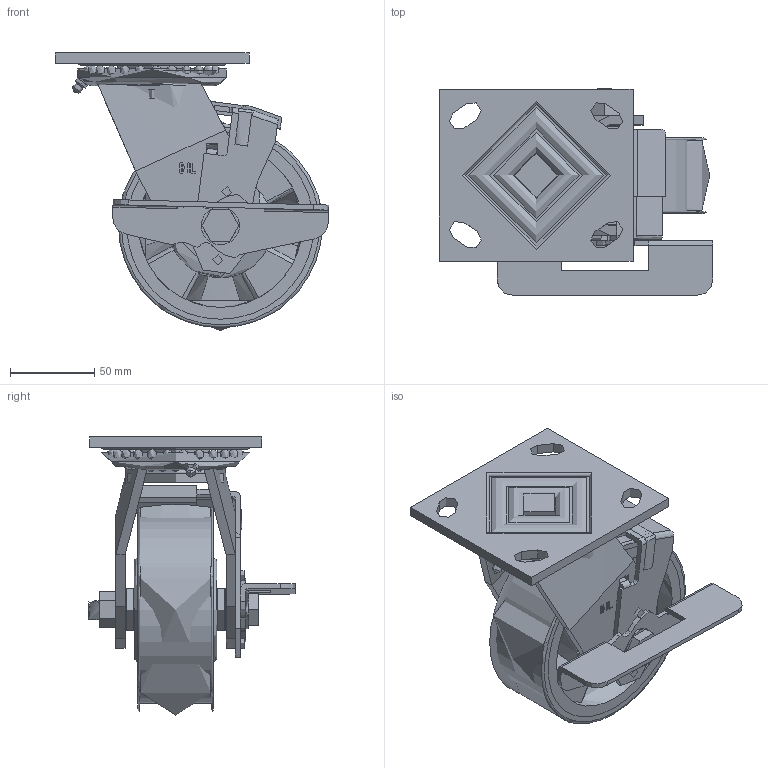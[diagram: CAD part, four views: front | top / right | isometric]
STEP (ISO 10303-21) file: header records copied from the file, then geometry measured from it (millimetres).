
FILE_DESCRIPTION(/* description */ (''),/* implementation_level */ '2;1');
FILE_NAME(/* name */ 'BZJ125XPNBJBKUSA.step',/* time_stamp */ '2025-05-29T14:38:03+01:00',/* author */ (''),/* organization */ (''),/* preprocessor_version */ 'ST-DEVELOPER v20.1',/* originating_system */ 'Autodesk Translation Framework v14.10.0.0',/* authorisation */ '');
FILE_SCHEMA (('AUTOMOTIVE_DESIGN { 1 0 10303 214 3 1 1 }'));
Length unit declared in the file: millimetre
Products named in the file (36): BZJ125XPNBJBK/USA; BZJ125ASBK v1; BZJBKPEDAL; BZJ125BKARM; ARM; RUBBER; BOLTBZJBK; NM12GR8FULLZ; BZXH125WPNBJM20 v1; POLYURETHANE TYRE; NYLON RIM; NYLON RIM Geometry; BEARING SPACER; BEARING6204; BALL BEARINGS (2); BEARING6204 (1); BALL BEARINGS (1) (1); Component3; INNER; OUTER; MIDDLE; RUBBER (1); BZJ125ASUSA v1 (1); FABRICATED STEEL TOP PLATES (2); FABRICATED STEEL TOP PLATES Geometry (2); BALL BEARINGS (3); Component2 (2); BALL BEARINGS2 (2); Component1 (2); FABRICATED STEEL FORKS (2); FABRICATED STEEL FORKS Geometry (2); GREESE NIPPLE (2); TH20X5X12 - 2 v1; ZINC PLATED, HEADED SPACER; TH20X5X12 - 2 v1 (1); ZINC PLATED, HEADED SPACER (1)
Assembly tree (97 placements, depth 5):
  BZJ125XPNBJBK/USA
    BZJ125ASBK v1
      BZJBKPEDAL
      BZJ125BKARM
        ARM
        RUBBER
      BOLTBZJBK
      NM12GR8FULLZ
    BZXH125WPNBJM20 v1
      POLYURETHANE TYRE
      NYLON RIM
        NYLON RIM Geometry
        BEARING SPACER
      BEARING6204
        INNER
        OUTER
        BALL BEARINGS (2)
          Component3  x8
        MIDDLE
        RUBBER (1)
      BEARING6204 (1)
        BALL BEARINGS (1) (1)
          Component3  x8
        INNER
        OUTER
        MIDDLE
        RUBBER (1)
    BZJ125ASUSA v1 (1)
      FABRICATED STEEL TOP PLATES (2)
        FABRICATED STEEL TOP PLATES Geometry (2)
        BALL BEARINGS (3)
          Component2 (2)  x20
        BALL BEARINGS2 (2)
          Component1 (2)  x25
      FABRICATED STEEL FORKS (2)
        FABRICATED STEEL FORKS Geometry (2)
        GREESE NIPPLE (2)
    TH20X5X12 - 2 v1
      ZINC PLATED, HEADED SPACER
    TH20X5X12 - 2 v1 (1)
      ZINC PLATED, HEADED SPACER (1)
Bounding box: 162.33 x 122.5 x 165 mm (x, y, z)
Volume: 624746.4 mm3; surface area: 264469.6 mm2
Topology: 84 solids, 84 shells, 1213 faces, 3195 edges, 2133 vertices
Faces by surface type: plane 531, bspline 393, cylinder 168, sphere 94, torus 25, cone 2
Full cylindrical faces by diameter (mm): 4 x1, 6 x2, 10 x10, 12 x2, 12.5 x2, 13 x2, 16 x1, 17 x1, 19.75 x2, 20 x3, 22.5 x1, 25 x3, 26 x2, 27 x2, 28.5 x8, 30 x1, 30.8 x4, 31.3 x4, 40.3 x4, 40.5 x4, 40.621 x1, 40.8 x4, 40.9 x1, 42 x10, 47 x4, 57 x1, 62 x2, 69 x1, 83 x1, 88 x1
Entity records: 39393 total; most frequent: CARTESIAN_POINT 19412, ORIENTED_EDGE 4208, DIRECTION 3374, EDGE_CURVE 2104, VERTEX_POINT 1413, AXIS2_PLACEMENT_3D 1230, EDGE_LOOP 967, LINE 914
